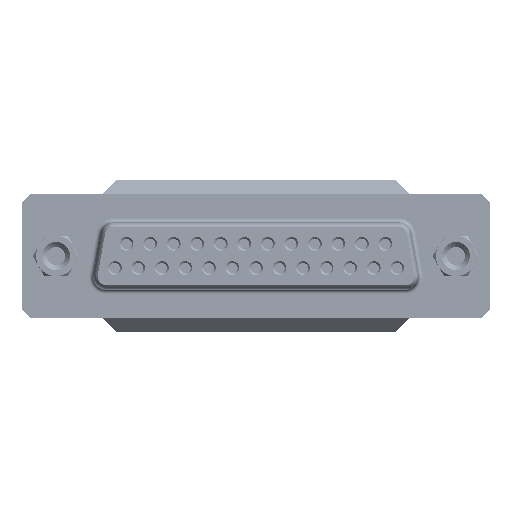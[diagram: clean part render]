
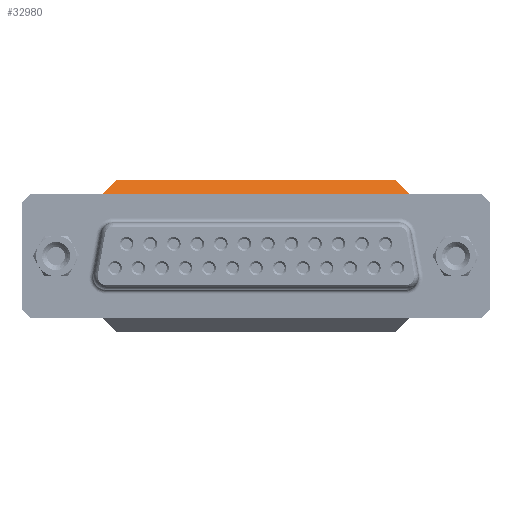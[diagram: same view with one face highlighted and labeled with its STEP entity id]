
A CAD part, front view. The second image highlights one B-rep face of the part: STEP entity #32980.
In plain terms, the highlighted planar face has unit normal (0, -0.707, 0.707).
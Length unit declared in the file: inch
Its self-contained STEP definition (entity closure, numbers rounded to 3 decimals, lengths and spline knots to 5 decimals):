
#10635 = VERTEX_POINT ( 'NONE', #145427 ) ;
#10666 = EDGE_CURVE ( 'NONE', #10635, #10702, #145408, .T. ) ;
#10702 = VERTEX_POINT ( 'NONE', #145534 ) ;
#32980 = ADVANCED_FACE ( 'NONE', ( #77588 ), #77472, .T. ) ;
#32984 = ORIENTED_EDGE ( 'NONE', *, *, #32988, .T. ) ;
#32988 = EDGE_CURVE ( 'NONE', #35168, #10702, #77603, .T. ) ;
#32991 = ORIENTED_EDGE ( 'NONE', *, *, #33016, .T. ) ;
#33016 = EDGE_CURVE ( 'NONE', #10635, #34966, #77665, .T. ) ;
#33113 = ORIENTED_EDGE ( 'NONE', *, *, #35561, .F. ) ;
#33115 = ORIENTED_EDGE ( 'NONE', *, *, #10666, .F. ) ;
#33143 = EDGE_LOOP ( 'NONE', ( #32991, #33113, #32984, #33115 ) ) ;
#34966 = VERTEX_POINT ( 'NONE', #80657 ) ;
#35168 = VERTEX_POINT ( 'NONE', #80914 ) ;
#35561 = EDGE_CURVE ( 'NONE', #35168, #34966, #81487, .T. ) ;
#77472 = PLANE ( 'NONE',  #77615 ) ;
#77588 = FACE_OUTER_BOUND ( 'NONE', #33143, .T. ) ;
#77600 = DIRECTION ( 'NONE',  ( 0.577, 0.577, 0.577 ) ) ;
#77601 = VECTOR ( 'NONE', #77600, 39.37008 ) ;
#77602 = CARTESIAN_POINT ( 'NONE',  ( 0.71, -0.287, 0.54 ) ) ;
#77603 = LINE ( 'NONE', #77602, #77601 ) ;
#77612 = DIRECTION ( 'NONE',  ( 0., -0.707, -0.707 ) ) ;
#77613 = DIRECTION ( 'NONE',  ( 0., -0.707, 0.707 ) ) ;
#77614 = CARTESIAN_POINT ( 'NONE',  ( -1.084, -0.287, 0.54 ) ) ;
#77615 = AXIS2_PLACEMENT_3D ( 'NONE', #77614, #77613, #77612 ) ;
#77659 = DIRECTION ( 'NONE',  ( 0.577, -0.577, -0.577 ) ) ;
#77660 = VECTOR ( 'NONE', #77659, 39.37008 ) ;
#77661 = CARTESIAN_POINT ( 'NONE',  ( -0.71, -0.287, 0.54 ) ) ;
#77665 = LINE ( 'NONE', #77661, #77660 ) ;
#80657 = CARTESIAN_POINT ( 'NONE',  ( -0.643, -0.354, 0.473 ) ) ;
#80914 = CARTESIAN_POINT ( 'NONE',  ( 0.643, -0.354, 0.473 ) ) ;
#81475 = VECTOR ( 'NONE', #81485, 39.37008 ) ;
#81485 = DIRECTION ( 'NONE',  ( -1., 0., 0. ) ) ;
#81486 = CARTESIAN_POINT ( 'NONE',  ( -0.71, -0.354, 0.473 ) ) ;
#81487 = LINE ( 'NONE', #81486, #81475 ) ;
#145387 = DIRECTION ( 'NONE',  ( 1., 0., 0. ) ) ;
#145389 = VECTOR ( 'NONE', #145387, 39.37008 ) ;
#145408 = LINE ( 'NONE', #145415, #145389 ) ;
#145415 = CARTESIAN_POINT ( 'NONE',  ( 0.71, -0.287, 0.54 ) ) ;
#145427 = CARTESIAN_POINT ( 'NONE',  ( -0.71, -0.287, 0.54 ) ) ;
#145534 = CARTESIAN_POINT ( 'NONE',  ( 0.71, -0.287, 0.54 ) ) ;
